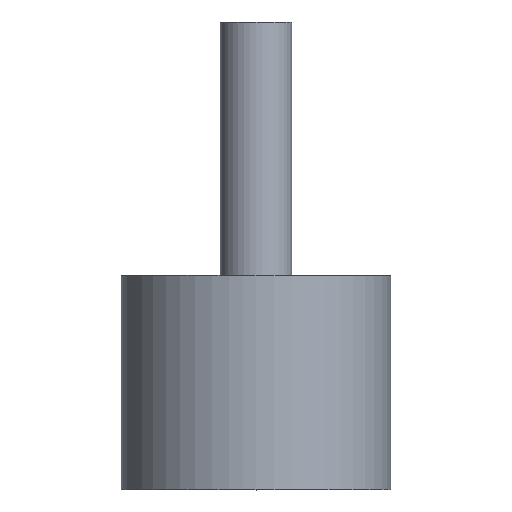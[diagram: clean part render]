
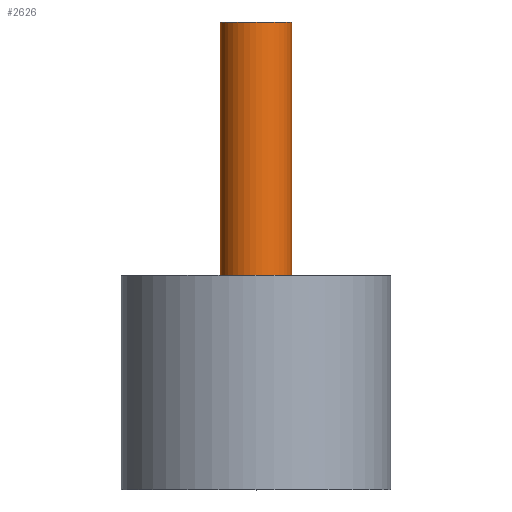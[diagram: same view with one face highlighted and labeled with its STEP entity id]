
A CAD part, top view. The second image highlights one B-rep face of the part: STEP entity #2626.
In plain terms, the highlighted cylindrical face has radius 2 mm (diameter 4 mm), a full revolution.
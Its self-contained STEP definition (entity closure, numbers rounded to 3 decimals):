
#2590=CARTESIAN_POINT('',(0.,-0.,-2.));
#2591=VERTEX_POINT('',#2590);
#2592=CARTESIAN_POINT('',(0.,0.,0.));
#2593=DIRECTION('',(-0.,1.,-0.));
#2594=DIRECTION('',(0.,0.,-1.));
#2595=AXIS2_PLACEMENT_3D('',#2592,#2593,#2594);
#2596=CIRCLE('',#2595,2.);
#2597=EDGE_CURVE('',#2591,#2591,#2596,.T.);
#2602=CARTESIAN_POINT('',(0.,14.1,0.));
#2603=DIRECTION('',(0.,-1.,0.));
#2604=DIRECTION('',(0.,0.,-1.));
#2605=AXIS2_PLACEMENT_3D('',#2602,#2603,#2604);
#2606=CYLINDRICAL_SURFACE('',#2605,2.);
#2607=CARTESIAN_POINT('',(0.,14.1,-2.));
#2608=VERTEX_POINT('',#2607);
#2609=CARTESIAN_POINT('',(0.,-0.,-2.));
#2610=DIRECTION('',(-0.,1.,-0.));
#2611=VECTOR('',#2610,14.1);
#2612=LINE('',#2609,#2611);
#2613=EDGE_CURVE('',#2591,#2608,#2612,.T.);
#2614=ORIENTED_EDGE('',*,*,#2613,.T.);
#2615=CARTESIAN_POINT('',(0.,14.1,0.));
#2616=DIRECTION('',(-0.,1.,-0.));
#2617=DIRECTION('',(0.,0.,-1.));
#2618=AXIS2_PLACEMENT_3D('',#2615,#2616,#2617);
#2619=CIRCLE('',#2618,2.);
#2620=EDGE_CURVE('',#2608,#2608,#2619,.T.);
#2621=ORIENTED_EDGE('',*,*,#2620,.F.);
#2622=ORIENTED_EDGE('',*,*,#2613,.F.);
#2623=ORIENTED_EDGE('',*,*,#2597,.T.);
#2624=EDGE_LOOP('',(#2614,#2621,#2622,#2623));
#2625=FACE_BOUND('',#2624,.T.);
#2626=ADVANCED_FACE('',(#2625),#2606,.T.);
